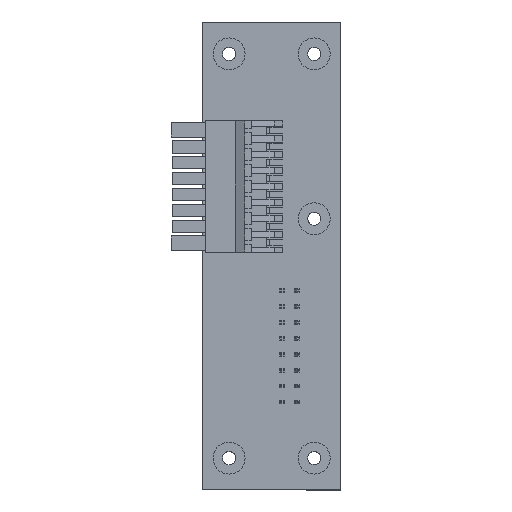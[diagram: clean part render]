
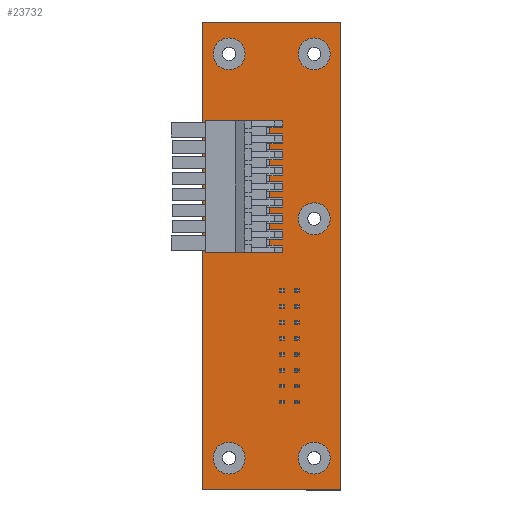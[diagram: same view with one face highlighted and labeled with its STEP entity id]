
A CAD part, top view. The second image highlights one B-rep face of the part: STEP entity #23732.
In plain terms, the highlighted planar face has unit normal (0, 0, 1).
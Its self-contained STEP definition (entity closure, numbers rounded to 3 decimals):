
#91=FACE_BOUND('',#2636,.T.);
#92=FACE_BOUND('',#2637,.T.);
#93=FACE_BOUND('',#2638,.T.);
#94=FACE_BOUND('',#2639,.T.);
#95=FACE_BOUND('',#2640,.T.);
#225=PLANE('',#25136);
#1352=FACE_OUTER_BOUND('',#2635,.T.);
#2635=EDGE_LOOP('',(#16506,#16507,#16508,#16509));
#2636=EDGE_LOOP('',(#16510));
#2637=EDGE_LOOP('',(#16511));
#2638=EDGE_LOOP('',(#16512));
#2639=EDGE_LOOP('',(#16513));
#2640=EDGE_LOOP('',(#16514));
#4044=LINE('',#33488,#7138);
#4048=LINE('',#33496,#7142);
#4051=LINE('',#33502,#7145);
#4054=LINE('',#33507,#7148);
#7138=VECTOR('',#26904,10.);
#7142=VECTOR('',#26910,10.);
#7145=VECTOR('',#26915,10.);
#7148=VECTOR('',#26920,10.);
#10227=CIRCLE('',#25118,2.2);
#10229=CIRCLE('',#25121,2.2);
#10231=CIRCLE('',#25124,2.2);
#10233=CIRCLE('',#25127,2.2);
#10235=CIRCLE('',#25130,2.2);
#10647=VERTEX_POINT('',#33456);
#10649=VERTEX_POINT('',#33462);
#10651=VERTEX_POINT('',#33468);
#10653=VERTEX_POINT('',#33474);
#10655=VERTEX_POINT('',#33480);
#10657=VERTEX_POINT('',#33486);
#10658=VERTEX_POINT('',#33487);
#10661=VERTEX_POINT('',#33495);
#10663=VERTEX_POINT('',#33501);
#12924=EDGE_CURVE('',#10647,#10647,#10227,.T.);
#12927=EDGE_CURVE('',#10649,#10649,#10229,.T.);
#12930=EDGE_CURVE('',#10651,#10651,#10231,.T.);
#12933=EDGE_CURVE('',#10653,#10653,#10233,.T.);
#12936=EDGE_CURVE('',#10655,#10655,#10235,.T.);
#12939=EDGE_CURVE('',#10657,#10658,#4044,.T.);
#12943=EDGE_CURVE('',#10658,#10661,#4048,.T.);
#12946=EDGE_CURVE('',#10661,#10663,#4051,.T.);
#12949=EDGE_CURVE('',#10663,#10657,#4054,.T.);
#16506=ORIENTED_EDGE('',*,*,#12949,.T.);
#16507=ORIENTED_EDGE('',*,*,#12939,.T.);
#16508=ORIENTED_EDGE('',*,*,#12943,.T.);
#16509=ORIENTED_EDGE('',*,*,#12946,.T.);
#16510=ORIENTED_EDGE('',*,*,#12924,.T.);
#16511=ORIENTED_EDGE('',*,*,#12927,.T.);
#16512=ORIENTED_EDGE('',*,*,#12930,.T.);
#16513=ORIENTED_EDGE('',*,*,#12933,.T.);
#16514=ORIENTED_EDGE('',*,*,#12936,.T.);
#23732=ADVANCED_FACE('',(#1352,#91,#92,#93,#94,#95),#225,.T.);
#25118=AXIS2_PLACEMENT_3D('',#33457,#26869,#26870);
#25121=AXIS2_PLACEMENT_3D('',#33463,#26876,#26877);
#25124=AXIS2_PLACEMENT_3D('',#33469,#26883,#26884);
#25127=AXIS2_PLACEMENT_3D('',#33475,#26890,#26891);
#25130=AXIS2_PLACEMENT_3D('',#33481,#26897,#26898);
#25136=AXIS2_PLACEMENT_3D('',#33509,#26922,#26923);
#26869=DIRECTION('center_axis',(0.,0.,-1.));
#26870=DIRECTION('ref_axis',(1.,0.,0.));
#26876=DIRECTION('center_axis',(0.,0.,-1.));
#26877=DIRECTION('ref_axis',(1.,0.,0.));
#26883=DIRECTION('center_axis',(0.,0.,-1.));
#26884=DIRECTION('ref_axis',(1.,0.,0.));
#26890=DIRECTION('center_axis',(0.,0.,-1.));
#26891=DIRECTION('ref_axis',(1.,0.,0.));
#26897=DIRECTION('center_axis',(0.,0.,-1.));
#26898=DIRECTION('ref_axis',(1.,0.,0.));
#26904=DIRECTION('',(0.,1.,0.));
#26910=DIRECTION('',(-1.,0.,0.));
#26915=DIRECTION('',(0.,-1.,0.));
#26920=DIRECTION('',(1.,0.,0.));
#26922=DIRECTION('center_axis',(0.,0.,1.));
#26923=DIRECTION('ref_axis',(1.,0.,0.));
#33456=CARTESIAN_POINT('',(13.8,45.,0.));
#33457=CARTESIAN_POINT('Origin',(16.,45.,0.));
#33462=CARTESIAN_POINT('',(-2.2,0.,0.));
#33463=CARTESIAN_POINT('Origin',(0.,0.,0.));
#33468=CARTESIAN_POINT('',(-2.2,76.,0.));
#33469=CARTESIAN_POINT('Origin',(0.,76.,0.));
#33474=CARTESIAN_POINT('',(13.8,0.,0.));
#33475=CARTESIAN_POINT('Origin',(16.,0.,0.));
#33480=CARTESIAN_POINT('',(13.8,76.,0.));
#33481=CARTESIAN_POINT('Origin',(16.,76.,0.));
#33486=CARTESIAN_POINT('',(21.,-6.,0.));
#33487=CARTESIAN_POINT('',(21.,82.,0.));
#33488=CARTESIAN_POINT('',(21.,-6.,0.));
#33495=CARTESIAN_POINT('',(-5.,82.,0.));
#33496=CARTESIAN_POINT('',(21.,82.,0.));
#33501=CARTESIAN_POINT('',(-5.,-6.,0.));
#33502=CARTESIAN_POINT('',(-5.,82.,0.));
#33507=CARTESIAN_POINT('',(-5.,-6.,0.));
#33509=CARTESIAN_POINT('Origin',(8.,38.,0.));
